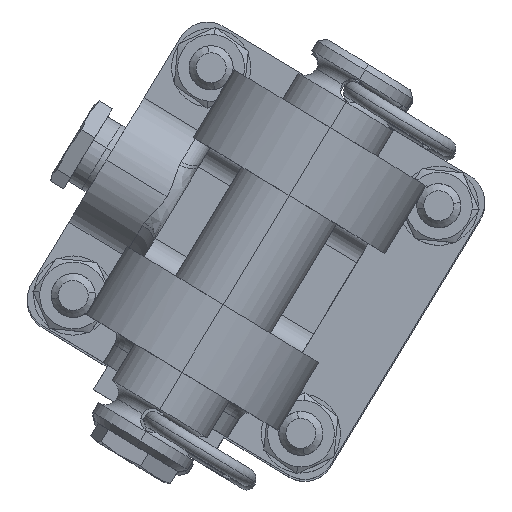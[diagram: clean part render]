
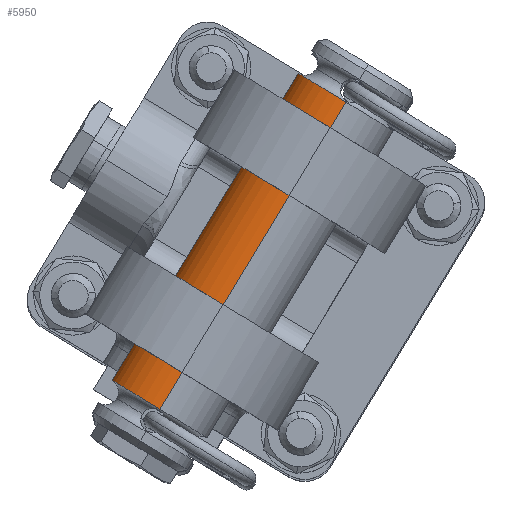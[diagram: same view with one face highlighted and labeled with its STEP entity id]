
A CAD part, top view. The second image highlights one B-rep face of the part: STEP entity #5950.
In plain terms, the highlighted cylindrical face has radius 12.65 mm (diameter 25.3 mm), a partial arc.
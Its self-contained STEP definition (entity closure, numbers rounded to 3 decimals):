
#631 = VERTEX_POINT ( 'NONE', #5634 ) ;
#1473 = CARTESIAN_POINT ( 'NONE',  ( 91.6, -12.65, 0. ) ) ;
#2089 = ORIENTED_EDGE ( 'NONE', *, *, #7002, .T. ) ;
#2556 = CARTESIAN_POINT ( 'NONE',  ( 10., -12.65, 0. ) ) ;
#2652 = ORIENTED_EDGE ( 'NONE', *, *, #10676, .F. ) ;
#3678 = DIRECTION ( 'NONE',  ( 0., 1., 0. ) ) ;
#3915 = VERTEX_POINT ( 'NONE', #12455 ) ;
#4016 = CARTESIAN_POINT ( 'NONE',  ( 10., 0., 0. ) ) ;
#4049 = LINE ( 'NONE', #11718, #7907 ) ;
#4322 = AXIS2_PLACEMENT_3D ( 'NONE', #5607, #12559, #5497 ) ;
#4719 = LINE ( 'NONE', #2556, #5448 ) ;
#5010 = DIRECTION ( 'NONE',  ( 1., 0., 0. ) ) ;
#5029 = ORIENTED_EDGE ( 'NONE', *, *, #12229, .T. ) ;
#5448 = VECTOR ( 'NONE', #5949, 1000. ) ;
#5497 = DIRECTION ( 'NONE',  ( 0., 1., 0. ) ) ;
#5607 = CARTESIAN_POINT ( 'NONE',  ( 91.6, 0., 0. ) ) ;
#5634 = CARTESIAN_POINT ( 'NONE',  ( 10., -12.65, 0. ) ) ;
#5817 = FACE_OUTER_BOUND ( 'NONE', #7419, .T. ) ;
#5949 = DIRECTION ( 'NONE',  ( 1., 0., 0. ) ) ;
#5950 = ADVANCED_FACE ( 'NONE', ( #5817 ), #6176, .T. ) ;
#5993 = DIRECTION ( 'NONE',  ( 1., 0., 0. ) ) ;
#6176 = CYLINDRICAL_SURFACE ( 'NONE', #8799, 12.65 ) ;
#6367 = DIRECTION ( 'NONE',  ( 0., 1., 0. ) ) ;
#6630 = AXIS2_PLACEMENT_3D ( 'NONE', #12075, #5010, #3678 ) ;
#7002 = EDGE_CURVE ( 'NONE', #631, #10071, #11884, .T. ) ;
#7419 = EDGE_LOOP ( 'NONE', ( #13481, #2089, #5029, #2652 ) ) ;
#7907 = VECTOR ( 'NONE', #5993, 1000. ) ;
#8799 = AXIS2_PLACEMENT_3D ( 'NONE', #4016, #12406, #6367 ) ;
#10071 = VERTEX_POINT ( 'NONE', #13937 ) ;
#10676 = EDGE_CURVE ( 'NONE', #10955, #3915, #10722, .T. ) ;
#10722 = CIRCLE ( 'NONE', #4322, 12.65 ) ;
#10955 = VERTEX_POINT ( 'NONE', #1473 ) ;
#11718 = CARTESIAN_POINT ( 'NONE',  ( 10., 12.65, 0. ) ) ;
#11884 = CIRCLE ( 'NONE', #6630, 12.65 ) ;
#12075 = CARTESIAN_POINT ( 'NONE',  ( 10., 0., 0. ) ) ;
#12229 = EDGE_CURVE ( 'NONE', #10071, #3915, #4049, .T. ) ;
#12406 = DIRECTION ( 'NONE',  ( 1., 0., 0. ) ) ;
#12455 = CARTESIAN_POINT ( 'NONE',  ( 91.6, 12.65, 0. ) ) ;
#12559 = DIRECTION ( 'NONE',  ( 1., 0., 0. ) ) ;
#13481 = ORIENTED_EDGE ( 'NONE', *, *, #14577, .F. ) ;
#13937 = CARTESIAN_POINT ( 'NONE',  ( 10., 12.65, 0. ) ) ;
#14577 = EDGE_CURVE ( 'NONE', #631, #10955, #4719, .T. ) ;
